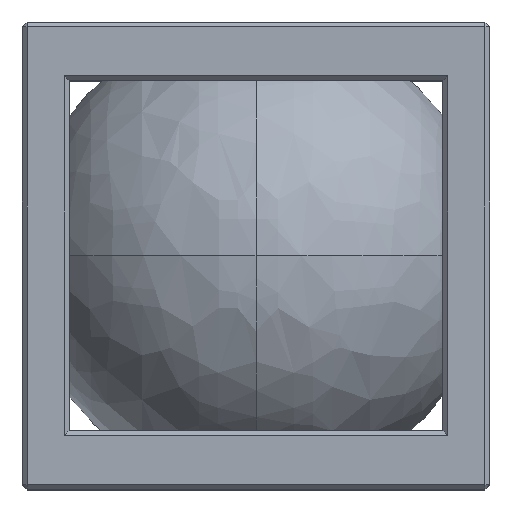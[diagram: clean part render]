
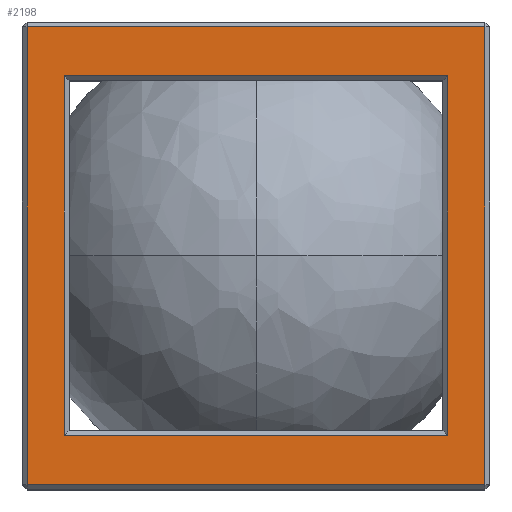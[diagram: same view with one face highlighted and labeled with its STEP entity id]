
A CAD part, top view. The second image highlights one B-rep face of the part: STEP entity #2198.
In plain terms, the highlighted planar face has unit normal (0, 0, 1).
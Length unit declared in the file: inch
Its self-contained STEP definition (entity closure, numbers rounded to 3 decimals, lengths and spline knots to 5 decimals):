
#35 = AXIS2_PLACEMENT_3D ( 'NONE', #584, #1289, #1978 ) ;
#96 = CARTESIAN_POINT ( 'NONE',  ( 1.01092, 0.68073, 2.07608 ) ) ;
#103 = VERTEX_POINT ( 'NONE', #1711 ) ;
#105 = CARTESIAN_POINT ( 'NONE',  ( 2.15758, 2.43073, 2.07608 ) ) ;
#107 = CARTESIAN_POINT ( 'NONE',  ( 0.85092, 0.47073, 2.07608 ) ) ;
#166 = CARTESIAN_POINT ( 'NONE',  ( 1.01092, 1.7074, 2.07608 ) ) ;
#174 = CARTESIAN_POINT ( 'NONE',  ( 0.85092, 0.47073, 2.07608 ) ) ;
#221 = ORIENTED_EDGE ( 'NONE', *, *, #1592, .T. ) ;
#238 = CARTESIAN_POINT ( 'NONE',  ( 2.81092, 0.47073, 2.07608 ) ) ;
#324 = EDGE_LOOP ( 'NONE', ( #1174, #679, #221, #803 ) ) ;
#398 = B_SPLINE_CURVE_WITH_KNOTS ( 'NONE', 3,
 ( #2079, #1915, #166, #688 ),
 .UNSPECIFIED., .F., .F.,
 ( 4, 4 ),
 ( 0., 1. ),
 .UNSPECIFIED. ) ;
#451 = B_SPLINE_CURVE_WITH_KNOTS ( 'NONE', 3,
 ( #174, #1045, #2074, #1731 ),
 .UNSPECIFIED., .F., .F.,
 ( 4, 4 ),
 ( 0., 1. ),
 .UNSPECIFIED. ) ;
#513 = EDGE_CURVE ( 'NONE', #2110, #1719, #1774, .T. ) ;
#537 = CARTESIAN_POINT ( 'NONE',  ( 1.01092, 0.68073, 2.07608 ) ) ;
#559 = ORIENTED_EDGE ( 'NONE', *, *, #1835, .T. ) ;
#567 = ORIENTED_EDGE ( 'NONE', *, *, #513, .T. ) ;
#584 = CARTESIAN_POINT ( 'NONE',  ( 0.85092, 0.47073, 2.07608 ) ) ;
#634 = CARTESIAN_POINT ( 'NONE',  ( 0.85092, 2.43073, 2.07608 ) ) ;
#679 = ORIENTED_EDGE ( 'NONE', *, *, #1698, .T. ) ;
#682 = CARTESIAN_POINT ( 'NONE',  ( 0.85092, 1.7774, 2.07608 ) ) ;
#688 = CARTESIAN_POINT ( 'NONE',  ( 1.01092, 2.22073, 2.07608 ) ) ;
#696 = VERTEX_POINT ( 'NONE', #96 ) ;
#731 = CARTESIAN_POINT ( 'NONE',  ( 1.01092, 2.22073, 2.07608 ) ) ;
#756 = FACE_BOUND ( 'NONE', #1798, .T. ) ;
#776 = CARTESIAN_POINT ( 'NONE',  ( 0.85092, 2.43073, 2.07608 ) ) ;
#787 = B_SPLINE_CURVE_WITH_KNOTS ( 'NONE', 3,
 ( #107, #1717, #682, #1378 ),
 .UNSPECIFIED., .F., .F.,
 ( 4, 4 ),
 ( 0., 1. ),
 .UNSPECIFIED. ) ;
#803 = ORIENTED_EDGE ( 'NONE', *, *, #1932, .T. ) ;
#938 = VERTEX_POINT ( 'NONE', #731 ) ;
#939 = CARTESIAN_POINT ( 'NONE',  ( 2.81092, 2.43073, 2.07608 ) ) ;
#957 = CARTESIAN_POINT ( 'NONE',  ( 2.81092, 1.7774, 2.07608 ) ) ;
#959 = CARTESIAN_POINT ( 'NONE',  ( 2.65092, 2.22073, 2.07608 ) ) ;
#1045 = CARTESIAN_POINT ( 'NONE',  ( 1.50425, 0.47073, 2.07608 ) ) ;
#1053 = CARTESIAN_POINT ( 'NONE',  ( 2.65092, 0.68073, 2.07608 ) ) ;
#1056 = CARTESIAN_POINT ( 'NONE',  ( 2.81092, 0.47073, 2.07608 ) ) ;
#1120 = ORIENTED_EDGE ( 'NONE', *, *, #2073, .T. ) ;
#1133 = EDGE_CURVE ( 'NONE', #696, #938, #398, .T. ) ;
#1152 = ORIENTED_EDGE ( 'NONE', *, *, #1133, .T. ) ;
#1174 = ORIENTED_EDGE ( 'NONE', *, *, #1462, .F. ) ;
#1252 = B_SPLINE_CURVE_WITH_KNOTS ( 'NONE', 3,
 ( #1971, #1801, #1626, #959 ),
 .UNSPECIFIED., .F., .F.,
 ( 4, 4 ),
 ( 0., 1. ),
 .UNSPECIFIED. ) ;
#1285 = VERTEX_POINT ( 'NONE', #776 ) ;
#1289 = DIRECTION ( 'NONE',  ( 0., 0., 1. ) ) ;
#1291 = CARTESIAN_POINT ( 'NONE',  ( 2.81092, 1.12406, 2.07608 ) ) ;
#1378 = CARTESIAN_POINT ( 'NONE',  ( 0.85092, 2.43073, 2.07608 ) ) ;
#1408 = VERTEX_POINT ( 'NONE', #1767 ) ;
#1450 = PLANE ( 'NONE',  #35 ) ;
#1462 = EDGE_CURVE ( 'NONE', #103, #1285, #787, .T. ) ;
#1513 = B_SPLINE_CURVE_WITH_KNOTS ( 'NONE', 3,
 ( #1658, #105, #1864, #634 ),
 .UNSPECIFIED., .F., .F.,
 ( 4, 4 ),
 ( 0., 1. ),
 .UNSPECIFIED. ) ;
#1541 = CARTESIAN_POINT ( 'NONE',  ( 1.55758, 0.68073, 2.07608 ) ) ;
#1546 = CARTESIAN_POINT ( 'NONE',  ( 2.65092, 2.22073, 2.07608 ) ) ;
#1557 = CARTESIAN_POINT ( 'NONE',  ( 2.65092, 0.68073, 2.07608 ) ) ;
#1570 = B_SPLINE_CURVE_WITH_KNOTS ( 'NONE', 3,
 ( #1053, #2096, #1541, #537 ),
 .UNSPECIFIED., .F., .F.,
 ( 4, 4 ),
 ( 0., 1. ),
 .UNSPECIFIED. ) ;
#1583 = CARTESIAN_POINT ( 'NONE',  ( 2.65092, 1.7074, 2.07608 ) ) ;
#1592 = EDGE_CURVE ( 'NONE', #1751, #1408, #2254, .T. ) ;
#1626 = CARTESIAN_POINT ( 'NONE',  ( 2.10425, 2.22073, 2.07608 ) ) ;
#1658 = CARTESIAN_POINT ( 'NONE',  ( 2.81092, 2.43073, 2.07608 ) ) ;
#1698 = EDGE_CURVE ( 'NONE', #103, #1751, #451, .T. ) ;
#1711 = CARTESIAN_POINT ( 'NONE',  ( 0.85092, 0.47073, 2.07608 ) ) ;
#1717 = CARTESIAN_POINT ( 'NONE',  ( 0.85092, 1.12406, 2.07608 ) ) ;
#1719 = VERTEX_POINT ( 'NONE', #1557 ) ;
#1731 = CARTESIAN_POINT ( 'NONE',  ( 2.81092, 0.47073, 2.07608 ) ) ;
#1751 = VERTEX_POINT ( 'NONE', #1056 ) ;
#1757 = CARTESIAN_POINT ( 'NONE',  ( 2.65092, 1.19406, 2.07608 ) ) ;
#1767 = CARTESIAN_POINT ( 'NONE',  ( 2.81092, 2.43073, 2.07608 ) ) ;
#1774 = B_SPLINE_CURVE_WITH_KNOTS ( 'NONE', 3,
 ( #1546, #1583, #1757, #2076 ),
 .UNSPECIFIED., .F., .F.,
 ( 4, 4 ),
 ( 0., 1. ),
 .UNSPECIFIED. ) ;
#1798 = EDGE_LOOP ( 'NONE', ( #1120, #1152, #559, #567 ) ) ;
#1801 = CARTESIAN_POINT ( 'NONE',  ( 1.55758, 2.22073, 2.07608 ) ) ;
#1835 = EDGE_CURVE ( 'NONE', #938, #2110, #1252, .T. ) ;
#1864 = CARTESIAN_POINT ( 'NONE',  ( 1.50425, 2.43073, 2.07608 ) ) ;
#1895 = CARTESIAN_POINT ( 'NONE',  ( 2.65092, 2.22073, 2.07608 ) ) ;
#1915 = CARTESIAN_POINT ( 'NONE',  ( 1.01092, 1.19406, 2.07608 ) ) ;
#1932 = EDGE_CURVE ( 'NONE', #1408, #1285, #1513, .T. ) ;
#1968 = FACE_OUTER_BOUND ( 'NONE', #324, .T. ) ;
#1971 = CARTESIAN_POINT ( 'NONE',  ( 1.01092, 2.22073, 2.07608 ) ) ;
#1978 = DIRECTION ( 'NONE',  ( 1., 0., 0. ) ) ;
#2073 = EDGE_CURVE ( 'NONE', #1719, #696, #1570, .T. ) ;
#2074 = CARTESIAN_POINT ( 'NONE',  ( 2.15758, 0.47073, 2.07608 ) ) ;
#2076 = CARTESIAN_POINT ( 'NONE',  ( 2.65092, 0.68073, 2.07608 ) ) ;
#2079 = CARTESIAN_POINT ( 'NONE',  ( 1.01092, 0.68073, 2.07608 ) ) ;
#2096 = CARTESIAN_POINT ( 'NONE',  ( 2.10425, 0.68073, 2.07608 ) ) ;
#2110 = VERTEX_POINT ( 'NONE', #1895 ) ;
#2198 = ADVANCED_FACE ( 'NONE', ( #756, #1968 ), #1450, .T. ) ;
#2254 = B_SPLINE_CURVE_WITH_KNOTS ( 'NONE', 3,
 ( #238, #1291, #957, #939 ),
 .UNSPECIFIED., .F., .F.,
 ( 4, 4 ),
 ( 0., 1. ),
 .UNSPECIFIED. ) ;
